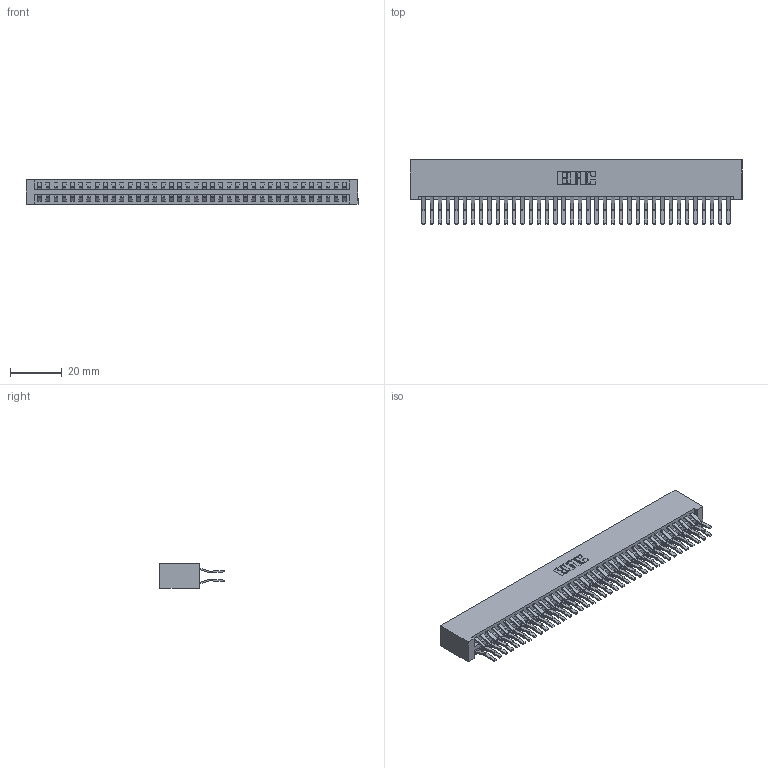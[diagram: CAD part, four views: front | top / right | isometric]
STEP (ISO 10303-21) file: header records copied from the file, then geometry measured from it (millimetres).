
FILE_DESCRIPTION (( 'STEP AP203' ), '1' );
FILE_NAME ('346-076-560-201.STEP', '2022-05-25T13:13:24', ( '' ), ( '' ), 'SwSTEP 2.0', 'SolidWorks 2020', '' );
FILE_SCHEMA (( 'CONFIG_CONTROL_DESIGN' ));
Length unit declared in the file: inch
Products named in the file (3): 345-292-001_560 Tail; 346-076-560-201; 346 Part_No Mounting Lugs
Assembly tree (77 placements, depth 2):
  346-076-560-201
    346 Part_No Mounting Lugs
    345-292-001_560 Tail  x76
Bounding box: 127.89 x 24.78 x 9.4 mm (x, y, z)
Volume: 13511.1 mm3; surface area: 20001.3 mm2
Topology: 77 solids, 77 shells, 4218 faces, 12541 edges, 8258 vertices
Faces by surface type: plane 2732, cylinder 1486
Entity records: 25149 total; most frequent: CARTESIAN_POINT 4148, ORIENTED_EDGE 4082, DIRECTION 3705, EDGE_CURVE 2041, LINE 1761, VECTOR 1761, VERTEX_POINT 1358, AXIS2_PLACEMENT_3D 972
